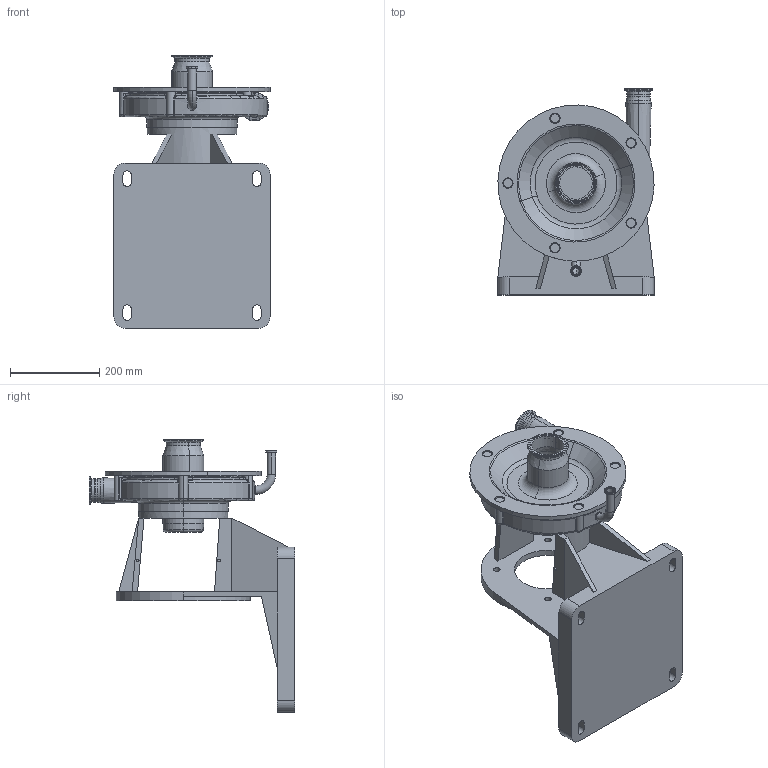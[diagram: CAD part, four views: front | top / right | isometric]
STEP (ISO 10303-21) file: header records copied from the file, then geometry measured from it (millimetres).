
FILE_DESCRIPTION (( 'STEP AP214' ), '1' );
FILE_NAME ('FP 345 280TSC VERTICAL 3-4 In ELBOW FRONT.STEP', '2014-10-07T18:35:18', ( 'Aron' ), ( 'Hewlett-Packard Company' ), 'SwSTEP 2.0', 'SolidWorks 2014', '' );
FILE_SCHEMA (( 'AUTOMOTIVE_DESIGN' ));
Length unit declared in the file: millimetre
Products named in the file (2): FP 345 280TSC VERTICAL 3-4 In ELBOW FRONT; FP 345 280TSC VERT 3-4 ELBOW FRONT^1275000208
Assembly tree (1 placements, depth 2):
  FP 345 280TSC VERTICAL 3-4 In ELBOW FRONT
    FP 345 280TSC VERT 3-4 ELBOW FRONT^1275000208
Bounding box: 350 x 461 x 610.5 mm (x, y, z)
Volume: 14748010.6 mm3; surface area: 1104058.7 mm2
Topology: 1 solids, 3 shells, 404 faces, 975 edges, 588 vertices
Faces by surface type: cylinder 146, torus 96, plane 95, bspline 32, cone 31, sphere 4
Entity records: 14851 total; most frequent: CARTESIAN_POINT 5292, DIRECTION 2140, ORIENTED_EDGE 1932, EDGE_CURVE 966, AXIS2_PLACEMENT_3D 916, VERTEX_POINT 588, CIRCLE 540, EDGE_LOOP 454
